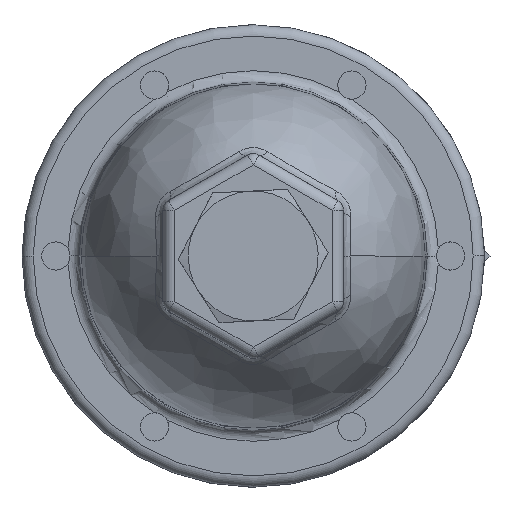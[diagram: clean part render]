
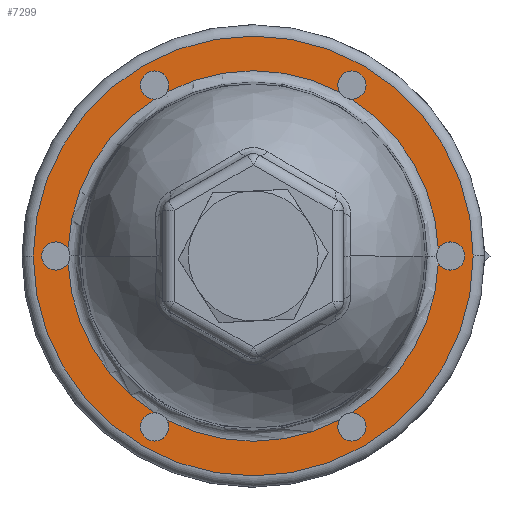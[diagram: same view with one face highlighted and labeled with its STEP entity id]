
A CAD part, front view. The second image highlights one B-rep face of the part: STEP entity #7299.
In plain terms, the highlighted planar face has unit normal (0, -1, 0).
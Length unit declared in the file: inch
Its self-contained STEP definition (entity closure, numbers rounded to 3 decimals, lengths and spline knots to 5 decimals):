
#1332=CARTESIAN_POINT('',(0.,4.406,0.));
#1333=DIRECTION('',(0.,1.,0.));
#1334=DIRECTION('',(1.,0.,0.));
#1335=AXIS2_PLACEMENT_3D('',#1332,#1333,#1334);
#1337=CARTESIAN_POINT('',(0.,4.406,0.));
#1338=DIRECTION('',(0.,1.,0.));
#1339=DIRECTION('',(-1.,0.,0.));
#1340=AXIS2_PLACEMENT_3D('',#1337,#1338,#1339);
#1342=CARTESIAN_POINT('',(1.09375,4.406,-1.89443));
#1343=DIRECTION('',(0.,-1.,0.));
#1344=DIRECTION('',(0.,0.,-1.));
#1345=AXIS2_PLACEMENT_3D('',#1342,#1343,#1344);
#1347=CARTESIAN_POINT('',(1.09375,4.406,-1.89443));
#1348=DIRECTION('',(0.,-1.,0.));
#1349=DIRECTION('',(0.,0.,1.));
#1350=AXIS2_PLACEMENT_3D('',#1347,#1348,#1349);
#1352=CARTESIAN_POINT('',(0.,4.406,0.));
#1353=DIRECTION('',(0.,-1.,0.));
#1354=DIRECTION('',(0.532,0.,-0.847));
#1355=AXIS2_PLACEMENT_3D('',#1352,#1353,#1354);
#1357=CARTESIAN_POINT('',(2.1875,4.406,0.));
#1358=DIRECTION('',(0.,-1.,0.));
#1359=DIRECTION('',(-0.869,0.,-0.495));
#1360=AXIS2_PLACEMENT_3D('',#1357,#1358,#1359);
#1362=CARTESIAN_POINT('',(2.1875,4.406,0.));
#1363=DIRECTION('',(0.,-1.,0.));
#1364=DIRECTION('',(0.,0.,-1.));
#1365=AXIS2_PLACEMENT_3D('',#1362,#1363,#1364);
#1367=CARTESIAN_POINT('',(2.1875,4.406,0.));
#1368=DIRECTION('',(0.,-1.,0.));
#1369=DIRECTION('',(0.,0.,1.));
#1370=AXIS2_PLACEMENT_3D('',#1367,#1368,#1369);
#1372=CARTESIAN_POINT('',(0.,4.406,0.));
#1373=DIRECTION('',(0.,-1.,0.));
#1374=DIRECTION('',(0.999,0.,0.038));
#1375=AXIS2_PLACEMENT_3D('',#1372,#1373,#1374);
#1377=CARTESIAN_POINT('',(1.09375,4.406,1.89443));
#1378=DIRECTION('',(0.,-1.,0.));
#1379=DIRECTION('',(-0.006,0.,-1.));
#1380=AXIS2_PLACEMENT_3D('',#1377,#1378,#1379);
#1382=CARTESIAN_POINT('',(1.09375,4.406,1.89443));
#1383=DIRECTION('',(0.,-1.,0.));
#1384=DIRECTION('',(0.,0.,-1.));
#1385=AXIS2_PLACEMENT_3D('',#1382,#1383,#1384);
#1387=CARTESIAN_POINT('',(1.09375,4.406,1.89443));
#1388=DIRECTION('',(0.,-1.,0.));
#1389=DIRECTION('',(0.,0.,1.));
#1390=AXIS2_PLACEMENT_3D('',#1387,#1388,#1389);
#1392=CARTESIAN_POINT('',(0.,4.406,0.));
#1393=DIRECTION('',(0.,-1.,0.));
#1394=DIRECTION('',(0.467,0.,0.884));
#1395=AXIS2_PLACEMENT_3D('',#1392,#1393,#1394);
#1397=CARTESIAN_POINT('',(-1.09375,4.406,1.89443));
#1398=DIRECTION('',(0.,-1.,0.));
#1399=DIRECTION('',(0.863,0.,-0.505));
#1400=AXIS2_PLACEMENT_3D('',#1397,#1398,#1399);
#1402=CARTESIAN_POINT('',(-1.09375,4.406,1.89443));
#1403=DIRECTION('',(0.,-1.,0.));
#1404=DIRECTION('',(0.,0.,1.));
#1405=AXIS2_PLACEMENT_3D('',#1402,#1403,#1404);
#1407=CARTESIAN_POINT('',(-1.09375,4.406,1.89443));
#1408=DIRECTION('',(0.,-1.,0.));
#1409=DIRECTION('',(0.,0.,-1.));
#1410=AXIS2_PLACEMENT_3D('',#1407,#1408,#1409);
#1412=CARTESIAN_POINT('',(0.,4.406,0.));
#1413=DIRECTION('',(0.,-1.,0.));
#1414=DIRECTION('',(-0.532,0.,0.847));
#1415=AXIS2_PLACEMENT_3D('',#1412,#1413,#1414);
#1417=CARTESIAN_POINT('',(-2.1875,4.406,0.));
#1418=DIRECTION('',(0.,-1.,0.));
#1419=DIRECTION('',(0.869,0.,0.495));
#1420=AXIS2_PLACEMENT_3D('',#1417,#1418,#1419);
#1422=CARTESIAN_POINT('',(-2.1875,4.406,0.));
#1423=DIRECTION('',(0.,-1.,0.));
#1424=DIRECTION('',(0.,0.,1.));
#1425=AXIS2_PLACEMENT_3D('',#1422,#1423,#1424);
#1427=CARTESIAN_POINT('',(-2.1875,4.406,0.));
#1428=DIRECTION('',(0.,-1.,0.));
#1429=DIRECTION('',(0.,0.,-1.));
#1430=AXIS2_PLACEMENT_3D('',#1427,#1428,#1429);
#1432=CARTESIAN_POINT('',(0.,4.406,0.));
#1433=DIRECTION('',(0.,-1.,0.));
#1434=DIRECTION('',(-0.999,0.,-0.038));
#1435=AXIS2_PLACEMENT_3D('',#1432,#1433,#1434);
#1437=CARTESIAN_POINT('',(-1.09375,4.406,-1.89443));
#1438=DIRECTION('',(0.,-1.,0.));
#1439=DIRECTION('',(0.006,0.,1.));
#1440=AXIS2_PLACEMENT_3D('',#1437,#1438,#1439);
#1442=CARTESIAN_POINT('',(-1.09375,4.406,-1.89443));
#1443=DIRECTION('',(0.,-1.,0.));
#1444=DIRECTION('',(0.,0.,1.));
#1445=AXIS2_PLACEMENT_3D('',#1442,#1443,#1444);
#1447=CARTESIAN_POINT('',(-1.09375,4.406,-1.89443));
#1448=DIRECTION('',(0.,-1.,0.));
#1449=DIRECTION('',(0.,0.,-1.));
#1450=AXIS2_PLACEMENT_3D('',#1447,#1448,#1449);
#1452=CARTESIAN_POINT('',(0.,4.406,0.));
#1453=DIRECTION('',(0.,-1.,0.));
#1454=DIRECTION('',(-0.467,0.,-0.884));
#1455=AXIS2_PLACEMENT_3D('',#1452,#1453,#1454);
#1457=CARTESIAN_POINT('',(1.09375,4.406,-1.89443));
#1458=DIRECTION('',(0.,-1.,0.));
#1459=DIRECTION('',(-0.863,0.,0.505));
#1460=AXIS2_PLACEMENT_3D('',#1457,#1458,#1459);
#6664=CARTESIAN_POINT('',(2.4375,4.406,0.));
#6665=CARTESIAN_POINT('',(-2.4375,4.406,0.));
#6666=VERTEX_POINT('',#6664);
#6667=VERTEX_POINT('',#6665);
#6860=CARTESIAN_POINT('',(2.1875,4.406,-0.15625));
#6861=CARTESIAN_POINT('',(2.1875,4.406,0.15625));
#6862=VERTEX_POINT('',#6860);
#6863=VERTEX_POINT('',#6861);
#6864=CARTESIAN_POINT('',(2.05169,4.406,0.07727));
#6865=VERTEX_POINT('',#6864);
#6866=CARTESIAN_POINT('',(2.05169,4.406,-0.07727));
#6867=VERTEX_POINT('',#6866);
#6891=CARTESIAN_POINT('',(1.09375,4.406,1.73818));
#6892=CARTESIAN_POINT('',(1.09375,4.406,2.05068));
#6893=VERTEX_POINT('',#6891);
#6894=VERTEX_POINT('',#6892);
#6895=CARTESIAN_POINT('',(0.95893,4.406,1.81545));
#6896=VERTEX_POINT('',#6895);
#6897=CARTESIAN_POINT('',(1.09276,4.406,1.73818));
#6898=VERTEX_POINT('',#6897);
#6933=CARTESIAN_POINT('',(-1.09375,4.406,1.73818));
#6934=CARTESIAN_POINT('',(-1.09276,4.406,1.73818));
#6935=VERTEX_POINT('',#6933);
#6936=VERTEX_POINT('',#6934);
#6937=CARTESIAN_POINT('',(-0.95893,4.406,1.81545));
#6938=CARTESIAN_POINT('',(-1.09375,4.406,2.05068));
#6939=VERTEX_POINT('',#6937);
#6940=VERTEX_POINT('',#6938);
#6975=CARTESIAN_POINT('',(-2.1875,4.406,-0.15625));
#6976=CARTESIAN_POINT('',(-2.05169,4.406,-0.07727));
#6977=VERTEX_POINT('',#6975);
#6978=VERTEX_POINT('',#6976);
#6979=CARTESIAN_POINT('',(-2.05169,4.406,0.07727));
#6980=CARTESIAN_POINT('',(-2.1875,4.406,0.15625));
#6981=VERTEX_POINT('',#6979);
#6982=VERTEX_POINT('',#6980);
#7018=CARTESIAN_POINT('',(-1.09375,4.406,-2.05068));
#7019=CARTESIAN_POINT('',(-0.95893,4.406,-1.81545));
#7020=VERTEX_POINT('',#7018);
#7021=VERTEX_POINT('',#7019);
#7022=CARTESIAN_POINT('',(-1.09276,4.406,-1.73818));
#7023=CARTESIAN_POINT('',(-1.09375,4.406,-1.73818));
#7024=VERTEX_POINT('',#7022);
#7025=VERTEX_POINT('',#7023);
#7060=CARTESIAN_POINT('',(1.09375,4.406,-2.05068));
#7061=CARTESIAN_POINT('',(1.09375,4.406,-1.73818));
#7062=VERTEX_POINT('',#7060);
#7063=VERTEX_POINT('',#7061);
#7064=CARTESIAN_POINT('',(1.09276,4.406,-1.73818));
#7065=VERTEX_POINT('',#7064);
#7066=CARTESIAN_POINT('',(0.95893,4.406,-1.81545));
#7067=VERTEX_POINT('',#7066);
#7238=CARTESIAN_POINT('',(0.,4.406,0.));
#7239=DIRECTION('',(0.,1.,0.));
#7240=DIRECTION('',(1.,0.,0.));
#7241=AXIS2_PLACEMENT_3D('',#7238,#7239,#7240);
#7242=PLANE('',#7241);
#7244=ORIENTED_EDGE('',*,*,#7243,.T.);
#7246=ORIENTED_EDGE('',*,*,#7245,.T.);
#7247=EDGE_LOOP('',(#7244,#7246));
#7248=FACE_OUTER_BOUND('',#7247,.F.);
#7250=ORIENTED_EDGE('',*,*,#7249,.T.);
#7252=ORIENTED_EDGE('',*,*,#7251,.T.);
#7254=ORIENTED_EDGE('',*,*,#7253,.T.);
#7256=ORIENTED_EDGE('',*,*,#7255,.T.);
#7258=ORIENTED_EDGE('',*,*,#7257,.T.);
#7260=ORIENTED_EDGE('',*,*,#7259,.T.);
#7262=ORIENTED_EDGE('',*,*,#7261,.T.);
#7264=ORIENTED_EDGE('',*,*,#7263,.T.);
#7266=ORIENTED_EDGE('',*,*,#7265,.T.);
#7268=ORIENTED_EDGE('',*,*,#7267,.T.);
#7270=ORIENTED_EDGE('',*,*,#7269,.T.);
#7272=ORIENTED_EDGE('',*,*,#7271,.T.);
#7274=ORIENTED_EDGE('',*,*,#7273,.T.);
#7276=ORIENTED_EDGE('',*,*,#7275,.T.);
#7278=ORIENTED_EDGE('',*,*,#7277,.T.);
#7280=ORIENTED_EDGE('',*,*,#7279,.T.);
#7282=ORIENTED_EDGE('',*,*,#7281,.T.);
#7284=ORIENTED_EDGE('',*,*,#7283,.T.);
#7286=ORIENTED_EDGE('',*,*,#7285,.T.);
#7288=ORIENTED_EDGE('',*,*,#7287,.T.);
#7290=ORIENTED_EDGE('',*,*,#7289,.T.);
#7292=ORIENTED_EDGE('',*,*,#7291,.T.);
#7294=ORIENTED_EDGE('',*,*,#7293,.T.);
#7296=ORIENTED_EDGE('',*,*,#7295,.T.);
#7297=EDGE_LOOP('',(#7250,#7252,#7254,#7256,#7258,#7260,#7262,#7264,#7266,#7268,
#7270,#7272,#7274,#7276,#7278,#7280,#7282,#7284,#7286,#7288,#7290,#7292,#7294,
#7296));
#7298=FACE_BOUND('',#7297,.F.);
#1336=CIRCLE('',#1335,2.4375);
#1341=CIRCLE('',#1340,2.4375);
#1346=CIRCLE('',#1345,0.15625);
#1351=CIRCLE('',#1350,0.15625);
#1356=CIRCLE('',#1355,2.05315);
#1361=CIRCLE('',#1360,0.15625);
#1366=CIRCLE('',#1365,0.15625);
#1371=CIRCLE('',#1370,0.15625);
#1376=CIRCLE('',#1375,2.05315);
#1381=CIRCLE('',#1380,0.15625);
#1386=CIRCLE('',#1385,0.15625);
#1391=CIRCLE('',#1390,0.15625);
#1396=CIRCLE('',#1395,2.05315);
#1401=CIRCLE('',#1400,0.15625);
#1406=CIRCLE('',#1405,0.15625);
#1411=CIRCLE('',#1410,0.15625);
#1416=CIRCLE('',#1415,2.05315);
#1421=CIRCLE('',#1420,0.15625);
#1426=CIRCLE('',#1425,0.15625);
#1431=CIRCLE('',#1430,0.15625);
#1436=CIRCLE('',#1435,2.05315);
#1441=CIRCLE('',#1440,0.15625);
#1446=CIRCLE('',#1445,0.15625);
#1451=CIRCLE('',#1450,0.15625);
#1456=CIRCLE('',#1455,2.05315);
#1461=CIRCLE('',#1460,0.15625);
#7243=EDGE_CURVE('',#6666,#6667,#1336,.T.);
#7245=EDGE_CURVE('',#6667,#6666,#1341,.T.);
#7249=EDGE_CURVE('',#7062,#7063,#1346,.T.);
#7251=EDGE_CURVE('',#7063,#7065,#1351,.T.);
#7253=EDGE_CURVE('',#7065,#6867,#1356,.T.);
#7255=EDGE_CURVE('',#6867,#6862,#1361,.T.);
#7257=EDGE_CURVE('',#6862,#6863,#1366,.T.);
#7259=EDGE_CURVE('',#6863,#6865,#1371,.T.);
#7261=EDGE_CURVE('',#6865,#6898,#1376,.T.);
#7263=EDGE_CURVE('',#6898,#6893,#1381,.T.);
#7265=EDGE_CURVE('',#6893,#6894,#1386,.T.);
#7267=EDGE_CURVE('',#6894,#6896,#1391,.T.);
#7269=EDGE_CURVE('',#6896,#6939,#1396,.T.);
#7271=EDGE_CURVE('',#6939,#6940,#1401,.T.);
#7273=EDGE_CURVE('',#6940,#6935,#1406,.T.);
#7275=EDGE_CURVE('',#6935,#6936,#1411,.T.);
#7277=EDGE_CURVE('',#6936,#6981,#1416,.T.);
#7279=EDGE_CURVE('',#6981,#6982,#1421,.T.);
#7281=EDGE_CURVE('',#6982,#6977,#1426,.T.);
#7283=EDGE_CURVE('',#6977,#6978,#1431,.T.);
#7285=EDGE_CURVE('',#6978,#7024,#1436,.T.);
#7287=EDGE_CURVE('',#7024,#7025,#1441,.T.);
#7289=EDGE_CURVE('',#7025,#7020,#1446,.T.);
#7291=EDGE_CURVE('',#7020,#7021,#1451,.T.);
#7293=EDGE_CURVE('',#7021,#7067,#1456,.T.);
#7295=EDGE_CURVE('',#7067,#7062,#1461,.T.);
#7299=ADVANCED_FACE('',(#7248,#7298),#7242,.F.);
